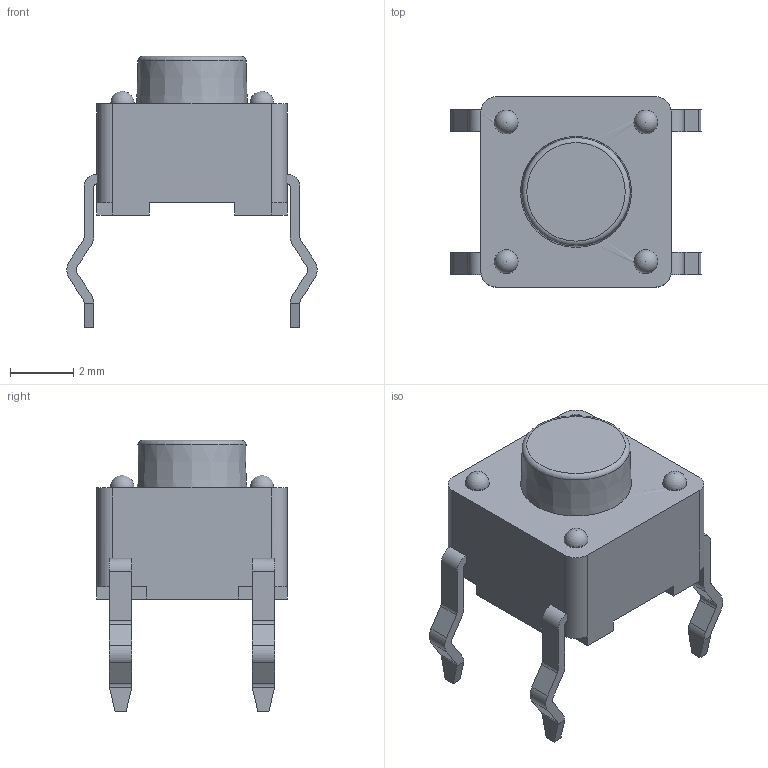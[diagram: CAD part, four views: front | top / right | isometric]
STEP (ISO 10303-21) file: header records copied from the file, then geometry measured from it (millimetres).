
FILE_DESCRIPTION((' '),'2;1');
FILE_NAME('TL1105AFxxxx.stp','2017-07-20T11:18:32',(' '),(' '),' ','ACIS',' ');
FILE_SCHEMA(('CONFIG_CONTROL_DESIGN'));
Length unit declared in the file: inch
Products named in the file (1): TL1105AFxxxx.stp
Bounding box: 7.89 x 6 x 8.55 mm (x, y, z)
Volume: 109.3 mm3; surface area: 316.9 mm2
Topology: 1 solids, 2 shells, 218 faces, 582 edges, 378 vertices
Faces by surface type: plane 144, cylinder 67, sphere 4, cone 1, torus 1, bspline 1
Full cylindrical faces by diameter (mm): 0.75 x4, 1 x1, 3.5 x1, 5 x1
Entity records: 6737 total; most frequent: CARTESIAN_POINT 1215, ORIENTED_EDGE 1122, DIRECTION 1116, EDGE_CURVE 561, VECTOR 422, LINE 422, VERTEX_POINT 367, AXIS2_PLACEMENT_3D 347
